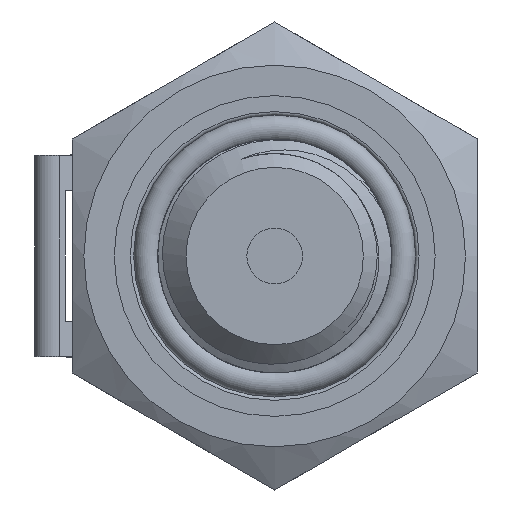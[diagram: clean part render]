
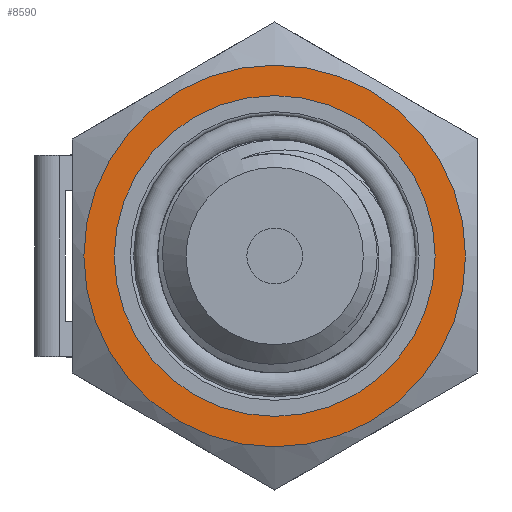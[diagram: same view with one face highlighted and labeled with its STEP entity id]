
A CAD part, left-side view. The second image highlights one B-rep face of the part: STEP entity #8590.
In plain terms, the highlighted planar face has unit normal (-1, 0, 0).
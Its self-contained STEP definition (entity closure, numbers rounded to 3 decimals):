
#406=FACE_BOUND('',#1437,.T.);
#478=PLANE('',#9048);
#915=FACE_OUTER_BOUND('',#1436,.T.);
#1436=EDGE_LOOP('',(#7332));
#1437=EDGE_LOOP('',(#7333));
#1756=CIRCLE('',#9015,11.3);
#1773=CIRCLE('',#9047,9.5);
#4063=VERTEX_POINT('',#20182);
#4080=VERTEX_POINT('',#21321);
#5179=EDGE_CURVE('',#4063,#4063,#1756,.T.);
#5212=EDGE_CURVE('',#4080,#4080,#1773,.T.);
#7332=ORIENTED_EDGE('',*,*,#5179,.T.);
#7333=ORIENTED_EDGE('',*,*,#5212,.T.);
#8590=ADVANCED_FACE('',(#915,#406),#478,.T.);
#9015=AXIS2_PLACEMENT_3D('',#20184,#10119,#10120);
#9047=AXIS2_PLACEMENT_3D('',#21322,#10192,#10193);
#9048=AXIS2_PLACEMENT_3D('',#21324,#10195,#10196);
#10119=DIRECTION('center_axis',(-1.,0.,0.));
#10120=DIRECTION('ref_axis',(0.,1.,0.));
#10192=DIRECTION('center_axis',(1.,0.,0.));
#10193=DIRECTION('ref_axis',(0.,0.,-1.));
#10195=DIRECTION('center_axis',(-1.,0.,0.));
#10196=DIRECTION('ref_axis',(0.,0.,1.));
#20182=CARTESIAN_POINT('',(14.,-11.3,0.));
#20184=CARTESIAN_POINT('Origin',(14.,0.,0.));
#21321=CARTESIAN_POINT('',(14.,-9.5,0.));
#21322=CARTESIAN_POINT('Origin',(14.,0.,0.));
#21324=CARTESIAN_POINT('Origin',(14.,12.,0.));
